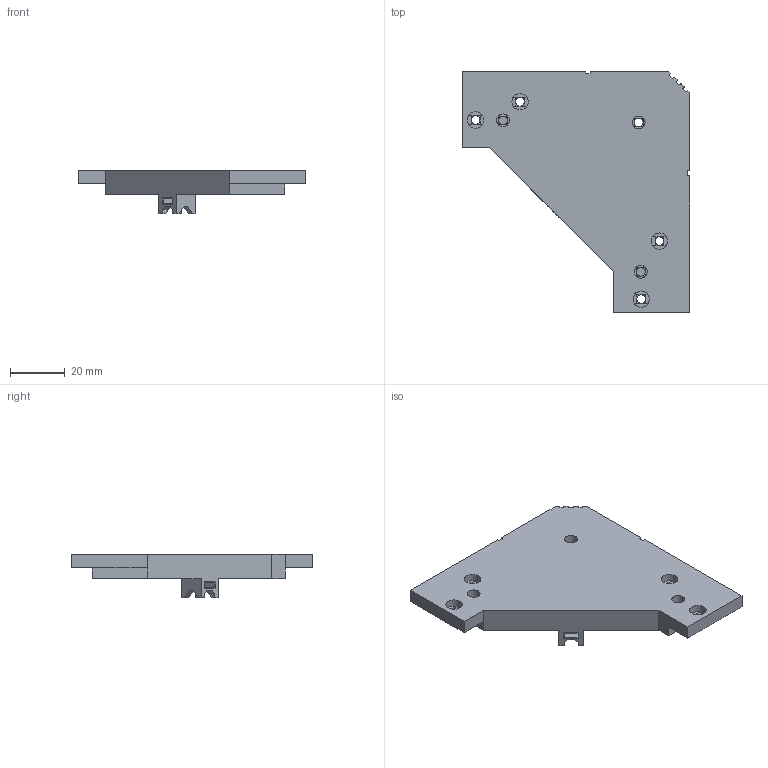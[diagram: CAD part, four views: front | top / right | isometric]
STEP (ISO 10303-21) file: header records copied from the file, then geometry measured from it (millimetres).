
FILE_DESCRIPTION(('HOOPS Exchange Step'),'2;1');
FILE_NAME('Foundation Corner Mirrored Counterbore Bridges.stp','2026-02-19T10:51:10-05:00',('RED'),('Unknown organisation'),'HOOPS Exchange 2025.8','HOOPS Exchange','Unknown authorisation');
FILE_SCHEMA( ('AP203_CONFIGURATION_CONTROLLED_3D_DESIGN_OF_MECHANICAL_PARTS_AND_ASSEMBLIES_MIM_LF') );
Length unit declared in the file: millimetre
Products named in the file (2): 0; root
Assembly tree (1 placements, depth 2):
  root
    0
Bounding box: 83.45 x 88.45 x 16 mm (x, y, z)
Volume: 38165.4 mm3; surface area: 13594.4 mm2
Topology: 1 solids, 1 shells, 237 faces, 637 edges, 403 vertices
Faces by surface type: plane 196, cylinder 41
Full cylindrical faces by diameter (mm): 3.2 x7, 4.7 x3, 6 x4
Entity records: 7383 total; most frequent: CARTESIAN_POINT 1280, ORIENTED_EDGE 1274, DIRECTION 1258, EDGE_CURVE 637, VECTOR 496, LINE 496, VERTEX_POINT 403, AXIS2_PLACEMENT_3D 381
